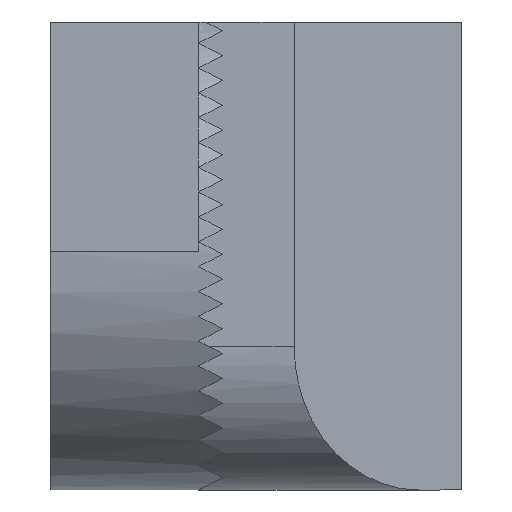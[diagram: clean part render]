
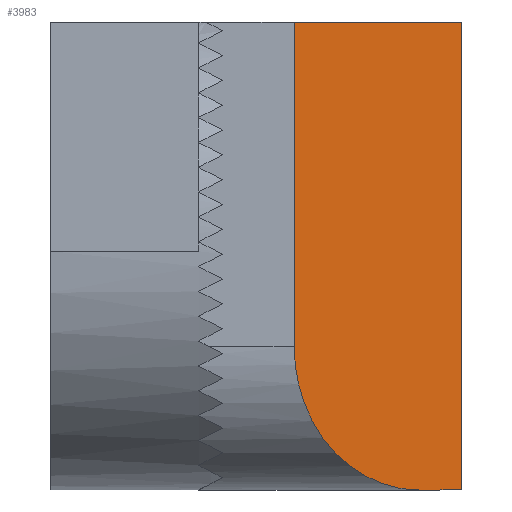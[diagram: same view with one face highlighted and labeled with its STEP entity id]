
A CAD part, left-side view. The second image highlights one B-rep face of the part: STEP entity #3983.
In plain terms, the highlighted planar face has unit normal (-0.658, -0.753, 0).
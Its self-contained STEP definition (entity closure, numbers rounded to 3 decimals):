
#47 = EDGE_CURVE ( 'NONE', #4062, #4123, #229, .T. ) ;
#229 = LINE ( 'NONE', #1473, #233 ) ;
#233 = VECTOR ( 'NONE', #1437, 1000. ) ;
#599 = EDGE_CURVE ( 'NONE', #4123, #4174, #3763, .T. ) ;
#601 = EDGE_CURVE ( 'NONE', #4182, #4174, #3767, .T. ) ;
#602 = EDGE_CURVE ( 'NONE', #4062, #2926, #3772, .T. ) ;
#604 = EDGE_CURVE ( 'NONE', #2926, #4182, #4257, .T. ) ;
#1437 = DIRECTION ( 'NONE',  ( 0.753, -0.659, 0. ) ) ;
#1473 = CARTESIAN_POINT ( 'NONE',  ( -6., 0., 4.9 ) ) ;
#2582 = EDGE_LOOP ( 'NONE', ( #3074, #3073, #3072, #3071, #3070 ) ) ;
#2926 = VERTEX_POINT ( 'NONE', #4392 ) ;
#2959 = AXIS2_PLACEMENT_3D ( 'NONE', #3285, #3290, #3291 ) ;
#3070 = ORIENTED_EDGE ( 'NONE', *, *, #47, .F. ) ;
#3071 = ORIENTED_EDGE ( 'NONE', *, *, #599, .F. ) ;
#3072 = ORIENTED_EDGE ( 'NONE', *, *, #601, .T. ) ;
#3073 = ORIENTED_EDGE ( 'NONE', *, *, #604, .T. ) ;
#3074 = ORIENTED_EDGE ( 'NONE', *, *, #602, .T. ) ;
#3285 = CARTESIAN_POINT ( 'NONE',  ( -6., 0., 4.9 ) ) ;
#3288 = PLANE ( 'NONE',  #2959 ) ;
#3290 = DIRECTION ( 'NONE',  ( 0.659, 0.753, 0. ) ) ;
#3291 = DIRECTION ( 'NONE',  ( -0.753, 0.659, 0. ) ) ;
#3763 = LINE ( 'NONE', #4721, #3765 ) ;
#3765 = VECTOR ( 'NONE', #4723, 1000. ) ;
#3767 = LINE ( 'NONE', #4727, #3770 ) ;
#3770 = VECTOR ( 'NONE', #4729, 1000. ) ;
#3772 = LINE ( 'NONE', #4719, #3773 ) ;
#3773 = VECTOR ( 'NONE', #4730, 1000. ) ;
#3983 = ADVANCED_FACE ( 'NONE', ( #5129 ), #3288, .F. ) ;
#4062 = VERTEX_POINT ( 'NONE', #4815 ) ;
#4123 = VERTEX_POINT ( 'NONE', #4850 ) ;
#4174 = VERTEX_POINT ( 'NONE', #4899 ) ;
#4182 = VERTEX_POINT ( 'NONE', #4905 ) ;
#4257 =( BOUNDED_CURVE ( )  B_SPLINE_CURVE ( 3, ( #4736, #4731, #4732, #4737 ),
 .UNSPECIFIED., .F., .T. ) 
 B_SPLINE_CURVE_WITH_KNOTS ( ( 4, 4 ),
 ( 0., 1.571 ),
 .UNSPECIFIED. ) 
 CURVE ( )  GEOMETRIC_REPRESENTATION_ITEM ( )  RATIONAL_B_SPLINE_CURVE ( ( 1., 0.805, 0.805, 1. ) ) 
 REPRESENTATION_ITEM ( '' )  );
#4392 = CARTESIAN_POINT ( 'NONE',  ( -10., 3.5, -1.9 ) ) ;
#4719 = CARTESIAN_POINT ( 'NONE',  ( -10., 3.5, 4.9 ) ) ;
#4721 = CARTESIAN_POINT ( 'NONE',  ( -6., 0., 4.9 ) ) ;
#4723 = DIRECTION ( 'NONE',  ( 0., 0., -1. ) ) ;
#4727 = CARTESIAN_POINT ( 'NONE',  ( -6., 0., -4.9 ) ) ;
#4729 = DIRECTION ( 'NONE',  ( 0.753, -0.659, 0. ) ) ;
#4730 = DIRECTION ( 'NONE',  ( 0., 0., -1. ) ) ;
#4731 = CARTESIAN_POINT ( 'NONE',  ( -10., 3.5, -3.657 ) ) ;
#4732 = CARTESIAN_POINT ( 'NONE',  ( -8.757, 2.413, -4.9 ) ) ;
#4736 = CARTESIAN_POINT ( 'NONE',  ( -10., 3.5, -1.9 ) ) ;
#4737 = CARTESIAN_POINT ( 'NONE',  ( -7., 0.875, -4.9 ) ) ;
#4815 = CARTESIAN_POINT ( 'NONE',  ( -10., 3.5, 4.9 ) ) ;
#4850 = CARTESIAN_POINT ( 'NONE',  ( -6., 0., 4.9 ) ) ;
#4899 = CARTESIAN_POINT ( 'NONE',  ( -6., 0., -4.9 ) ) ;
#4905 = CARTESIAN_POINT ( 'NONE',  ( -7., 0.875, -4.9 ) ) ;
#5129 = FACE_OUTER_BOUND ( 'NONE', #2582, .T. ) ;
